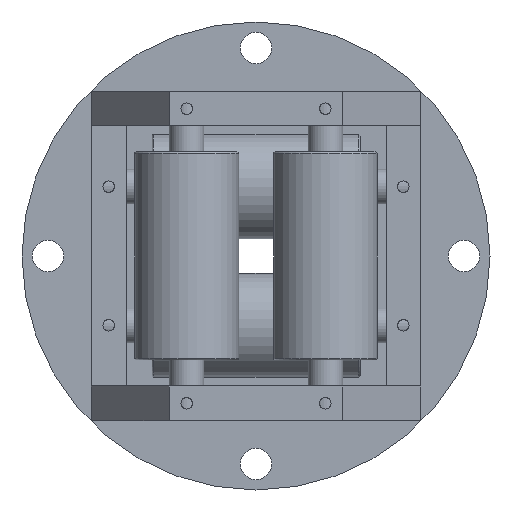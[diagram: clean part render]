
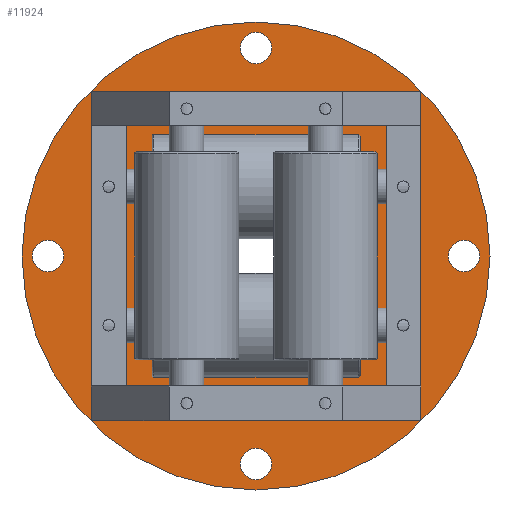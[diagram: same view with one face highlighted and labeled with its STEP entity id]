
A CAD part, front view. The second image highlights one B-rep face of the part: STEP entity #11924.
In plain terms, the highlighted planar face has unit normal (0, -1, 0).
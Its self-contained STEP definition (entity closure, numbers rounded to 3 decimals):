
#103 = CIRCLE ( 'NONE', #11091, 3.3 ) ;
#452 = ORIENTED_EDGE ( 'NONE', *, *, #10124, .F. ) ;
#487 = EDGE_LOOP ( 'NONE', ( #8674 ) ) ;
#734 = ORIENTED_EDGE ( 'NONE', *, *, #8063, .F. ) ;
#904 = DIRECTION ( 'NONE',  ( 1., 0., 0. ) ) ;
#912 = CARTESIAN_POINT ( 'NONE',  ( 64.2, 60., -80. ) ) ;
#1212 = PLANE ( 'NONE',  #11636 ) ;
#1226 = CARTESIAN_POINT ( 'NONE',  ( 77.5, 60., -37.5 ) ) ;
#1440 = AXIS2_PLACEMENT_3D ( 'NONE', #16056, #4393, #17011 ) ;
#1473 = EDGE_LOOP ( 'NONE', ( #5225 ) ) ;
#1680 = EDGE_LOOP ( 'NONE', ( #4165 ) ) ;
#1774 = DIRECTION ( 'NONE',  ( 0., 1., 0. ) ) ;
#2025 = EDGE_LOOP ( 'NONE', ( #6264 ) ) ;
#2122 = EDGE_CURVE ( 'NONE', #16088, #16088, #4208, .T. ) ;
#2524 = CIRCLE ( 'NONE', #12642, 4.5 ) ;
#2540 = ORIENTED_EDGE ( 'NONE', *, *, #3920, .T. ) ;
#2553 = DIRECTION ( 'NONE',  ( 0., -1., 0. ) ) ;
#2583 = CARTESIAN_POINT ( 'NONE',  ( 86.7, 60., -37.5 ) ) ;
#2851 = DIRECTION ( 'NONE',  ( 1., 0., 0. ) ) ;
#3110 = EDGE_LOOP ( 'NONE', ( #452 ) ) ;
#3240 = VERTEX_POINT ( 'NONE', #13440 ) ;
#3518 = ORIENTED_EDGE ( 'NONE', *, *, #7226, .F. ) ;
#3688 = AXIS2_PLACEMENT_3D ( 'NONE', #14266, #6616, #10714 ) ;
#3729 = DIRECTION ( 'NONE',  ( 0., -1., 0. ) ) ;
#3753 = DIRECTION ( 'NONE',  ( 0., 1., 0. ) ) ;
#3920 = EDGE_CURVE ( 'NONE', #5176, #5176, #7518, .T. ) ;
#3955 = AXIS2_PLACEMENT_3D ( 'NONE', #14206, #3753, #5077 ) ;
#4072 = FACE_BOUND ( 'NONE', #3110, .T. ) ;
#4165 = ORIENTED_EDGE ( 'NONE', *, *, #2122, .T. ) ;
#4208 = CIRCLE ( 'NONE', #3955, 3.3 ) ;
#4393 = DIRECTION ( 'NONE',  ( 0., 1., 0. ) ) ;
#4481 = CARTESIAN_POINT ( 'NONE',  ( 52., 60., -97.5 ) ) ;
#4989 = CIRCLE ( 'NONE', #1440, 3.3 ) ;
#4992 = DIRECTION ( 'NONE',  ( 0., 1., 0. ) ) ;
#5028 = EDGE_LOOP ( 'NONE', ( #7275 ) ) ;
#5077 = DIRECTION ( 'NONE',  ( -1., 0., 0. ) ) ;
#5104 = FACE_OUTER_BOUND ( 'NONE', #5028, .T. ) ;
#5176 = VERTEX_POINT ( 'NONE', #2583 ) ;
#5225 = ORIENTED_EDGE ( 'NONE', *, *, #7280, .T. ) ;
#5300 = CARTESIAN_POINT ( 'NONE',  ( -12.5, 60., -37.5 ) ) ;
#5373 = CARTESIAN_POINT ( 'NONE',  ( 47.5, 60., -37.5 ) ) ;
#5546 = DIRECTION ( 'NONE',  ( 0., -1., 0. ) ) ;
#5597 = VERTEX_POINT ( 'NONE', #13562 ) ;
#5845 = CIRCLE ( 'NONE', #3688, 3.3 ) ;
#6176 = CIRCLE ( 'NONE', #15283, 4.5 ) ;
#6264 = ORIENTED_EDGE ( 'NONE', *, *, #14311, .T. ) ;
#6406 = AXIS2_PLACEMENT_3D ( 'NONE', #11048, #12806, #16275 ) ;
#6477 = ORIENTED_EDGE ( 'NONE', *, *, #15434, .T. ) ;
#6503 = EDGE_CURVE ( 'NONE', #15137, #15137, #8954, .T. ) ;
#6586 = EDGE_LOOP ( 'NONE', ( #7716 ) ) ;
#6595 = DIRECTION ( 'NONE',  ( 1., 0., 0. ) ) ;
#6616 = DIRECTION ( 'NONE',  ( 0., 1., 0. ) ) ;
#6709 = EDGE_LOOP ( 'NONE', ( #6477 ) ) ;
#7002 = CARTESIAN_POINT ( 'NONE',  ( 27.5, 60., -80. ) ) ;
#7032 = CARTESIAN_POINT ( 'NONE',  ( 107.5, 60., -37.5 ) ) ;
#7036 = CARTESIAN_POINT ( 'NONE',  ( -8., 60., -37.5 ) ) ;
#7130 = ORIENTED_EDGE ( 'NONE', *, *, #6503, .F. ) ;
#7165 = EDGE_CURVE ( 'NONE', #15030, #15030, #4989, .T. ) ;
#7226 = EDGE_CURVE ( 'NONE', #3240, #3240, #8602, .T. ) ;
#7231 = CARTESIAN_POINT ( 'NONE',  ( 24.2, 60., 5. ) ) ;
#7252 = DIRECTION ( 'NONE',  ( -1., 0., 0. ) ) ;
#7275 = ORIENTED_EDGE ( 'NONE', *, *, #13107, .T. ) ;
#7280 = EDGE_CURVE ( 'NONE', #15103, #15103, #103, .T. ) ;
#7358 = CARTESIAN_POINT ( 'NONE',  ( 112., 60., -37.5 ) ) ;
#7422 = DIRECTION ( 'NONE',  ( 1., 0., 0. ) ) ;
#7518 = CIRCLE ( 'NONE', #12264, 3.3 ) ;
#7526 = CARTESIAN_POINT ( 'NONE',  ( 115., 60., -37.5 ) ) ;
#7564 = FACE_BOUND ( 'NONE', #1473, .T. ) ;
#7716 = ORIENTED_EDGE ( 'NONE', *, *, #7165, .T. ) ;
#7718 = DIRECTION ( 'NONE',  ( 0., 1., 0. ) ) ;
#8063 = EDGE_CURVE ( 'NONE', #11516, #11516, #6176, .T. ) ;
#8447 = FACE_BOUND ( 'NONE', #2025, .T. ) ;
#8480 = EDGE_LOOP ( 'NONE', ( #2540 ) ) ;
#8501 = DIRECTION ( 'NONE',  ( 1., 0., 0. ) ) ;
#8602 = CIRCLE ( 'NONE', #8830, 4.5 ) ;
#8674 = ORIENTED_EDGE ( 'NONE', *, *, #14413, .F. ) ;
#8830 = AXIS2_PLACEMENT_3D ( 'NONE', #14701, #5546, #2851 ) ;
#8954 = CIRCLE ( 'NONE', #16788, 4.5 ) ;
#9113 = VERTEX_POINT ( 'NONE', #1226 ) ;
#9591 = EDGE_LOOP ( 'NONE', ( #734 ) ) ;
#10124 = EDGE_CURVE ( 'NONE', #9113, #9113, #14774, .T. ) ;
#10202 = CARTESIAN_POINT ( 'NONE',  ( 27.5, 60., 5. ) ) ;
#10217 = VERTEX_POINT ( 'NONE', #7526 ) ;
#10257 = AXIS2_PLACEMENT_3D ( 'NONE', #5373, #12966, #904 ) ;
#10609 = FACE_BOUND ( 'NONE', #9591, .T. ) ;
#10714 = DIRECTION ( 'NONE',  ( -1., 0., 0. ) ) ;
#11044 = FACE_BOUND ( 'NONE', #6709, .T. ) ;
#11048 = CARTESIAN_POINT ( 'NONE',  ( 47.5, 60., -37.5 ) ) ;
#11091 = AXIS2_PLACEMENT_3D ( 'NONE', #7002, #4992, #13292 ) ;
#11516 = VERTEX_POINT ( 'NONE', #7036 ) ;
#11636 = AXIS2_PLACEMENT_3D ( 'NONE', #14135, #2553, #7422 ) ;
#11879 = FACE_BOUND ( 'NONE', #8480, .T. ) ;
#11924 = ADVANCED_FACE ( 'NONE', ( #8447, #11044, #11879, #12292, #15803, #7564, #14119, #14550, #5104, #4072, #14083, #10609 ), #1212, .T. ) ;
#12264 = AXIS2_PLACEMENT_3D ( 'NONE', #13674, #1774, #14152 ) ;
#12292 = FACE_BOUND ( 'NONE', #6586, .T. ) ;
#12642 = AXIS2_PLACEMENT_3D ( 'NONE', #16897, #3729, #12651 ) ;
#12651 = DIRECTION ( 'NONE',  ( 1., 0., 0. ) ) ;
#12806 = DIRECTION ( 'NONE',  ( 0., -1., 0. ) ) ;
#12966 = DIRECTION ( 'NONE',  ( 0., -1., 0. ) ) ;
#12967 = CIRCLE ( 'NONE', #10257, 67.5 ) ;
#13107 = EDGE_CURVE ( 'NONE', #10217, #10217, #12967, .T. ) ;
#13292 = DIRECTION ( 'NONE',  ( -1., 0., 0. ) ) ;
#13440 = CARTESIAN_POINT ( 'NONE',  ( 52., 60., 22.5 ) ) ;
#13486 = EDGE_LOOP ( 'NONE', ( #7130 ) ) ;
#13562 = CARTESIAN_POINT ( 'NONE',  ( 64.2, 60., 5. ) ) ;
#13674 = CARTESIAN_POINT ( 'NONE',  ( 90., 60., -37.5 ) ) ;
#13737 = VERTEX_POINT ( 'NONE', #4481 ) ;
#14083 = FACE_BOUND ( 'NONE', #13486, .T. ) ;
#14119 = FACE_BOUND ( 'NONE', #487, .T. ) ;
#14135 = CARTESIAN_POINT ( 'NONE',  ( 47.5, 60., -37.5 ) ) ;
#14152 = DIRECTION ( 'NONE',  ( -1., 0., 0. ) ) ;
#14206 = CARTESIAN_POINT ( 'NONE',  ( 67.5, 60., -80. ) ) ;
#14266 = CARTESIAN_POINT ( 'NONE',  ( 67.5, 60., 5. ) ) ;
#14311 = EDGE_CURVE ( 'NONE', #5597, #5597, #5845, .T. ) ;
#14413 = EDGE_CURVE ( 'NONE', #13737, #13737, #2524, .T. ) ;
#14433 = DIRECTION ( 'NONE',  ( 0., -1., 0. ) ) ;
#14550 = FACE_BOUND ( 'NONE', #16747, .T. ) ;
#14672 = CARTESIAN_POINT ( 'NONE',  ( 24.2, 60., -80. ) ) ;
#14701 = CARTESIAN_POINT ( 'NONE',  ( 47.5, 60., 22.5 ) ) ;
#14774 = CIRCLE ( 'NONE', #6406, 30. ) ;
#14882 = CARTESIAN_POINT ( 'NONE',  ( 1.7, 60., -37.5 ) ) ;
#15030 = VERTEX_POINT ( 'NONE', #14882 ) ;
#15103 = VERTEX_POINT ( 'NONE', #14672 ) ;
#15137 = VERTEX_POINT ( 'NONE', #7358 ) ;
#15283 = AXIS2_PLACEMENT_3D ( 'NONE', #5300, #14433, #6595 ) ;
#15423 = AXIS2_PLACEMENT_3D ( 'NONE', #10202, #7718, #7252 ) ;
#15434 = EDGE_CURVE ( 'NONE', #16025, #16025, #15935, .T. ) ;
#15803 = FACE_BOUND ( 'NONE', #1680, .T. ) ;
#15935 = CIRCLE ( 'NONE', #15423, 3.3 ) ;
#16025 = VERTEX_POINT ( 'NONE', #7231 ) ;
#16034 = DIRECTION ( 'NONE',  ( 0., -1., 0. ) ) ;
#16056 = CARTESIAN_POINT ( 'NONE',  ( 5., 60., -37.5 ) ) ;
#16088 = VERTEX_POINT ( 'NONE', #912 ) ;
#16275 = DIRECTION ( 'NONE',  ( 1., 0., 0. ) ) ;
#16747 = EDGE_LOOP ( 'NONE', ( #3518 ) ) ;
#16788 = AXIS2_PLACEMENT_3D ( 'NONE', #7032, #16034, #8501 ) ;
#16897 = CARTESIAN_POINT ( 'NONE',  ( 47.5, 60., -97.5 ) ) ;
#17011 = DIRECTION ( 'NONE',  ( -1., 0., 0. ) ) ;
